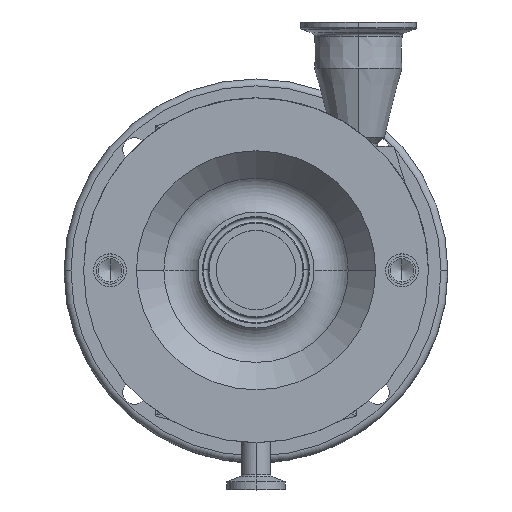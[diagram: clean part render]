
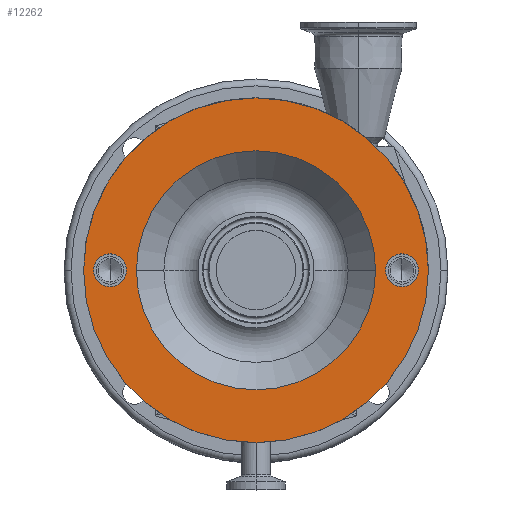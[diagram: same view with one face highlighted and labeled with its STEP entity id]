
A CAD part, top view. The second image highlights one B-rep face of the part: STEP entity #12262.
In plain terms, the highlighted planar face has unit normal (0, 0, 1).
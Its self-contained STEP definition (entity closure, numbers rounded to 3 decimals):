
#93 = DIRECTION ( 'NONE',  ( 1., 0., 0. ) ) ;
#150 = CARTESIAN_POINT ( 'NONE',  ( 0., 0., 190.6 ) ) ;
#234 = CARTESIAN_POINT ( 'NONE',  ( 0., 75., 190.6 ) ) ;
#265 = CARTESIAN_POINT ( 'NONE',  ( 75., 0., 190.6 ) ) ;
#1199 = AXIS2_PLACEMENT_3D ( 'NONE', #150, #7612, #7856 ) ;
#1260 = CARTESIAN_POINT ( 'NONE',  ( -70.644, 0., 190.6 ) ) ;
#1441 = PLANE ( 'NONE',  #6199 ) ;
#1511 = CARTESIAN_POINT ( 'NONE',  ( 0., 0., 190.6 ) ) ;
#1812 = EDGE_LOOP ( 'NONE', ( #12463, #5966 ) ) ;
#2047 = CARTESIAN_POINT ( 'NONE',  ( -56.356, 0., 190.6 ) ) ;
#2049 = AXIS2_PLACEMENT_3D ( 'NONE', #1511, #10017, #8651 ) ;
#2070 = AXIS2_PLACEMENT_3D ( 'NONE', #11950, #4828, #3386 ) ;
#2120 = VERTEX_POINT ( 'NONE', #13605 ) ;
#2581 = FACE_BOUND ( 'NONE', #8695, .T. ) ;
#2673 = DIRECTION ( 'NONE',  ( 0., 0., 1. ) ) ;
#2895 = EDGE_CURVE ( 'NONE', #2120, #4988, #10503, .T. ) ;
#2928 = CARTESIAN_POINT ( 'NONE',  ( -52., 0., 190.6 ) ) ;
#2973 = ORIENTED_EDGE ( 'NONE', *, *, #14470, .F. ) ;
#3386 = DIRECTION ( 'NONE',  ( 1., 0., 0. ) ) ;
#3505 = EDGE_CURVE ( 'NONE', #12300, #4299, #8680, .T. ) ;
#3749 = CARTESIAN_POINT ( 'NONE',  ( 63.5, 0., 190.6 ) ) ;
#3950 = FACE_BOUND ( 'NONE', #9061, .T. ) ;
#3968 = CARTESIAN_POINT ( 'NONE',  ( 0., 0., 190.6 ) ) ;
#4299 = VERTEX_POINT ( 'NONE', #2928 ) ;
#4580 = EDGE_CURVE ( 'NONE', #14315, #10564, #4992, .T. ) ;
#4619 = AXIS2_PLACEMENT_3D ( 'NONE', #13051, #12091, #6936 ) ;
#4828 = DIRECTION ( 'NONE',  ( 0., 0., 1. ) ) ;
#4988 = VERTEX_POINT ( 'NONE', #265 ) ;
#4992 = CIRCLE ( 'NONE', #7101, 7.144 ) ;
#5966 = ORIENTED_EDGE ( 'NONE', *, *, #2895, .T. ) ;
#6199 = AXIS2_PLACEMENT_3D ( 'NONE', #234, #7692, #12601 ) ;
#6358 = VERTEX_POINT ( 'NONE', #2047 ) ;
#6936 = DIRECTION ( 'NONE',  ( 1., 0., 0. ) ) ;
#7101 = AXIS2_PLACEMENT_3D ( 'NONE', #15703, #8300, #8136 ) ;
#7462 = DIRECTION ( 'NONE',  ( 0., 0., 1. ) ) ;
#7504 = DIRECTION ( 'NONE',  ( 1., 0., 0. ) ) ;
#7612 = DIRECTION ( 'NONE',  ( 0., 0., 1. ) ) ;
#7692 = DIRECTION ( 'NONE',  ( 0., 0., 1. ) ) ;
#7856 = DIRECTION ( 'NONE',  ( 1., 0., 0. ) ) ;
#8136 = DIRECTION ( 'NONE',  ( 1., 0., 0. ) ) ;
#8169 = CARTESIAN_POINT ( 'NONE',  ( 52., 0., 190.6 ) ) ;
#8300 = DIRECTION ( 'NONE',  ( 0., 0., 1. ) ) ;
#8388 = EDGE_LOOP ( 'NONE', ( #2973, #14121 ) ) ;
#8510 = CIRCLE ( 'NONE', #4619, 7.144 ) ;
#8651 = DIRECTION ( 'NONE',  ( 1., 0., 0. ) ) ;
#8674 = ORIENTED_EDGE ( 'NONE', *, *, #12942, .F. ) ;
#8680 = CIRCLE ( 'NONE', #13813, 52. ) ;
#8695 = EDGE_LOOP ( 'NONE', ( #8674, #11168 ) ) ;
#8741 = ORIENTED_EDGE ( 'NONE', *, *, #15890, .F. ) ;
#9061 = EDGE_LOOP ( 'NONE', ( #10854, #8741 ) ) ;
#9632 = EDGE_CURVE ( 'NONE', #4988, #2120, #14153, .T. ) ;
#10017 = DIRECTION ( 'NONE',  ( 0., 0., 1. ) ) ;
#10034 = DIRECTION ( 'NONE',  ( 1., 0., 0. ) ) ;
#10077 = AXIS2_PLACEMENT_3D ( 'NONE', #3749, #13768, #7504 ) ;
#10503 = CIRCLE ( 'NONE', #1199, 75. ) ;
#10564 = VERTEX_POINT ( 'NONE', #13002 ) ;
#10854 = ORIENTED_EDGE ( 'NONE', *, *, #3505, .F. ) ;
#11070 = VERTEX_POINT ( 'NONE', #1260 ) ;
#11168 = ORIENTED_EDGE ( 'NONE', *, *, #12469, .F. ) ;
#11310 = FACE_OUTER_BOUND ( 'NONE', #1812, .T. ) ;
#11621 = CIRCLE ( 'NONE', #2070, 7.144 ) ;
#11916 = AXIS2_PLACEMENT_3D ( 'NONE', #3968, #2673, #93 ) ;
#11950 = CARTESIAN_POINT ( 'NONE',  ( -63.5, 0., 190.6 ) ) ;
#12091 = DIRECTION ( 'NONE',  ( 0., 0., 1. ) ) ;
#12180 = CIRCLE ( 'NONE', #11916, 52. ) ;
#12262 = ADVANCED_FACE ( 'NONE', ( #3950, #2581, #12514, #11310 ), #1441, .T. ) ;
#12300 = VERTEX_POINT ( 'NONE', #8169 ) ;
#12463 = ORIENTED_EDGE ( 'NONE', *, *, #9632, .T. ) ;
#12469 = EDGE_CURVE ( 'NONE', #11070, #6358, #11621, .T. ) ;
#12514 = FACE_BOUND ( 'NONE', #8388, .T. ) ;
#12601 = DIRECTION ( 'NONE',  ( 1., 0., 0. ) ) ;
#12916 = CIRCLE ( 'NONE', #10077, 7.144 ) ;
#12942 = EDGE_CURVE ( 'NONE', #6358, #11070, #8510, .T. ) ;
#13002 = CARTESIAN_POINT ( 'NONE',  ( 70.644, 0., 190.6 ) ) ;
#13051 = CARTESIAN_POINT ( 'NONE',  ( -63.5, 0., 190.6 ) ) ;
#13605 = CARTESIAN_POINT ( 'NONE',  ( -75., 0., 190.6 ) ) ;
#13658 = CARTESIAN_POINT ( 'NONE',  ( 0., 0., 190.6 ) ) ;
#13768 = DIRECTION ( 'NONE',  ( 0., 0., 1. ) ) ;
#13813 = AXIS2_PLACEMENT_3D ( 'NONE', #13658, #7462, #10034 ) ;
#14016 = CARTESIAN_POINT ( 'NONE',  ( 56.356, 0., 190.6 ) ) ;
#14121 = ORIENTED_EDGE ( 'NONE', *, *, #4580, .F. ) ;
#14153 = CIRCLE ( 'NONE', #2049, 75. ) ;
#14315 = VERTEX_POINT ( 'NONE', #14016 ) ;
#14470 = EDGE_CURVE ( 'NONE', #10564, #14315, #12916, .T. ) ;
#15703 = CARTESIAN_POINT ( 'NONE',  ( 63.5, 0., 190.6 ) ) ;
#15890 = EDGE_CURVE ( 'NONE', #4299, #12300, #12180, .T. ) ;
